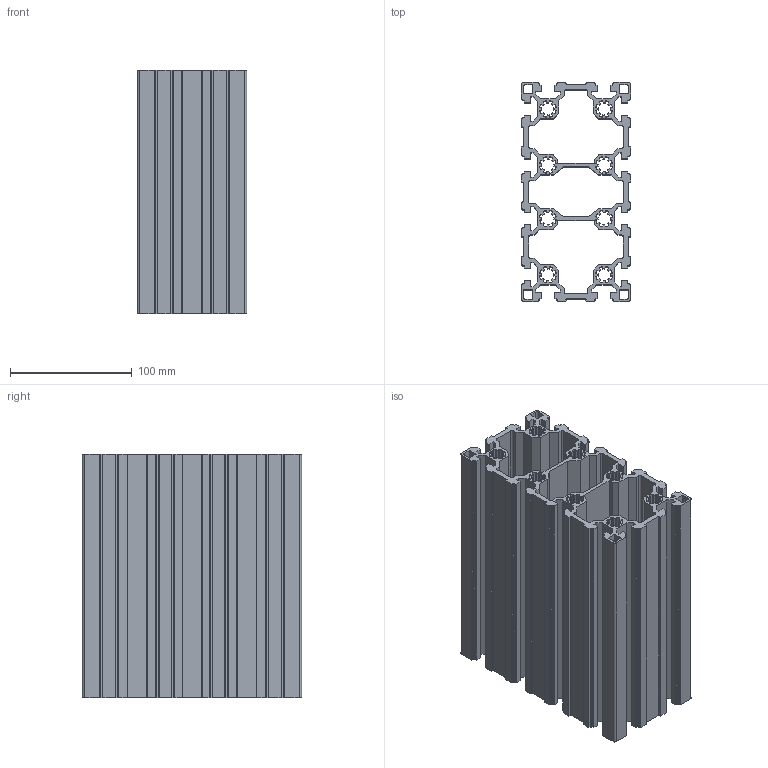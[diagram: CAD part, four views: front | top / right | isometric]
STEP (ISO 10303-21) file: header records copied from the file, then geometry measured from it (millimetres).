
FILE_DESCRIPTION(('FreeCAD Model'),'2;1');
FILE_NAME('Open CASCADE Shape Model','2024-03-19T08:20:24',(''),(''), 'Open CASCADE STEP processor 7.6','FreeCAD','Unknown');
FILE_SCHEMA(('AUTOMOTIVE_DESIGN { 1 0 10303 214 1 1 1 1 }'));
Products named in the file (1): STB10-18090
Bounding box: 90 x 180 x 200 mm (x, y, z)
Volume: 784565.1 mm3; surface area: 489604.8 mm2
Topology: 1 solids, 1 shells, 926 faces, 2772 edges, 1848 vertices
Faces by surface type: plane 490, cylinder 436
Entity records: 68742 total; most frequent: CARTESIAN_POINT 13563, DIRECTION 10630, LINE 6572, VECTOR 6572, ORIENTED_EDGE 5544, PCURVE 5544, DEFINITIONAL_REPRESENTATION 5544, EDGE_CURVE 2772
